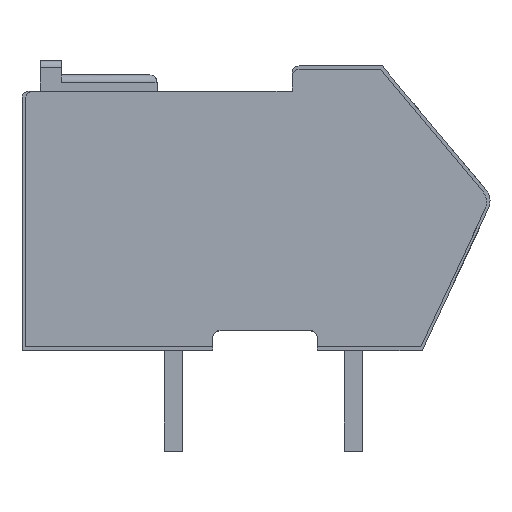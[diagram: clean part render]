
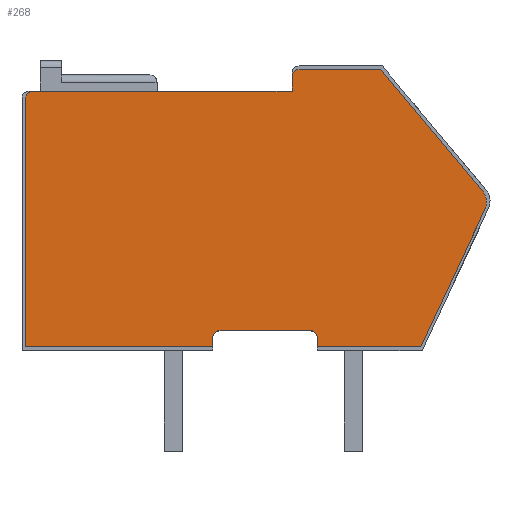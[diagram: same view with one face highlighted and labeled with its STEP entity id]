
A CAD part, top view. The second image highlights one B-rep face of the part: STEP entity #268.
In plain terms, the highlighted planar face has unit normal (0, 0, 1).
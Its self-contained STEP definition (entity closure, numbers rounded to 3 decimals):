
#268 = ADVANCED_FACE( '', ( #636 ), #637, .T. );
#636 = FACE_OUTER_BOUND( '', #1106, .T. );
#637 = PLANE( '', #1107 );
#1106 = EDGE_LOOP( '', ( #1841, #1842, #1843, #1844, #1845, #1846, #1847, #1848, #1849, #1850, #1851, #1852, #1853, #1854, #1855, #1856 ) );
#1107 = AXIS2_PLACEMENT_3D( '', #1857, #1858, #1859 );
#1841 = ORIENTED_EDGE( '', *, *, #3119, .T. );
#1842 = ORIENTED_EDGE( '', *, *, #3120, .T. );
#1843 = ORIENTED_EDGE( '', *, *, #3121, .T. );
#1844 = ORIENTED_EDGE( '', *, *, #3122, .T. );
#1845 = ORIENTED_EDGE( '', *, *, #3123, .F. );
#1846 = ORIENTED_EDGE( '', *, *, #3021, .T. );
#1847 = ORIENTED_EDGE( '', *, *, #3124, .F. );
#1848 = ORIENTED_EDGE( '', *, *, #3125, .T. );
#1849 = ORIENTED_EDGE( '', *, *, #2908, .T. );
#1850 = ORIENTED_EDGE( '', *, *, #3126, .T. );
#1851 = ORIENTED_EDGE( '', *, *, #3127, .T. );
#1852 = ORIENTED_EDGE( '', *, *, #3017, .T. );
#1853 = ORIENTED_EDGE( '', *, *, #3128, .T. );
#1854 = ORIENTED_EDGE( '', *, *, #2913, .T. );
#1855 = ORIENTED_EDGE( '', *, *, #3129, .T. );
#1856 = ORIENTED_EDGE( '', *, *, #3130, .T. );
#1857 = CARTESIAN_POINT( '', ( -3.9, 7., 6.08 ) );
#1858 = DIRECTION( '', ( 0., 0., 1. ) );
#1859 = DIRECTION( '', ( 1., 0., 0. ) );
#2908 = EDGE_CURVE( '', #3511, #3509, #3512, .T. );
#2913 = EDGE_CURVE( '', #3520, #3518, #3521, .T. );
#3017 = EDGE_CURVE( '', #3701, #3699, #3702, .T. );
#3021 = EDGE_CURVE( '', #3707, #3705, #3708, .T. );
#3119 = EDGE_CURVE( '', #3864, #3865, #3866, .T. );
#3120 = EDGE_CURVE( '', #3865, #3867, #3868, .T. );
#3121 = EDGE_CURVE( '', #3867, #3869, #3870, .T. );
#3122 = EDGE_CURVE( '', #3869, #3871, #3872, .T. );
#3123 = EDGE_CURVE( '', #3707, #3871, #3873, .T. );
#3124 = EDGE_CURVE( '', #3874, #3705, #3875, .T. );
#3125 = EDGE_CURVE( '', #3874, #3511, #3876, .T. );
#3126 = EDGE_CURVE( '', #3509, #3877, #3878, .T. );
#3127 = EDGE_CURVE( '', #3877, #3701, #3879, .T. );
#3128 = EDGE_CURVE( '', #3699, #3520, #3880, .T. );
#3129 = EDGE_CURVE( '', #3518, #3881, #3882, .T. );
#3130 = EDGE_CURVE( '', #3881, #3864, #3883, .T. );
#3509 = VERTEX_POINT( '', #4375 );
#3511 = VERTEX_POINT( '', #4378 );
#3512 = LINE( '', #4379, #4380 );
#3518 = VERTEX_POINT( '', #4387 );
#3520 = VERTEX_POINT( '', #4390 );
#3521 = CIRCLE( '', #4391, 0.2 );
#3699 = VERTEX_POINT( '', #4637 );
#3701 = VERTEX_POINT( '', #4640 );
#3702 = LINE( '', #4641, #4642 );
#3705 = VERTEX_POINT( '', #4646 );
#3707 = VERTEX_POINT( '', #4649 );
#3708 = LINE( '', #4650, #4651 );
#3864 = VERTEX_POINT( '', #4875 );
#3865 = VERTEX_POINT( '', #4876 );
#3866 = CIRCLE( '', #4877, 0.2 );
#3867 = VERTEX_POINT( '', #4878 );
#3868 = LINE( '', #4879, #4880 );
#3869 = VERTEX_POINT( '', #4881 );
#3870 = LINE( '', #4882, #4883 );
#3871 = VERTEX_POINT( '', #4884 );
#3872 = LINE( '', #4885, #4886 );
#3873 = CIRCLE( '', #4887, 0.2 );
#3874 = VERTEX_POINT( '', #4888 );
#3875 = CIRCLE( '', #4889, 0.2 );
#3876 = LINE( '', #4890, #4891 );
#3877 = VERTEX_POINT( '', #4892 );
#3878 = LINE( '', #4893, #4894 );
#3879 = CIRCLE( '', #4895, 0.5 );
#3880 = LINE( '', #4896, #4897 );
#3881 = VERTEX_POINT( '', #4898 );
#3882 = LINE( '', #4899, #4900 );
#3883 = LINE( '', #4901, #4902 );
#4375 = CARTESIAN_POINT( '', ( 6.88, 0.1, 6.08 ) );
#4378 = CARTESIAN_POINT( '', ( 4., 0.1, 6.08 ) );
#4379 = CARTESIAN_POINT( '', ( 4., 0.1, 6.08 ) );
#4380 = VECTOR( '', #5536, 1000. );
#4387 = CARTESIAN_POINT( '', ( 3.3, 7.6, 6.08 ) );
#4390 = CARTESIAN_POINT( '', ( 3.5, 7.8, 6.08 ) );
#4391 = AXIS2_PLACEMENT_3D( '', #5542, #5543, #5544 );
#4637 = CARTESIAN_POINT( '', ( 5.759, 7.8, 6.08 ) );
#4640 = CARTESIAN_POINT( '', ( 8.583, 4.435, 6.08 ) );
#4641 = CARTESIAN_POINT( '', ( 8.583, 4.435, 6.08 ) );
#4642 = VECTOR( '', #5653, 1000. );
#4646 = CARTESIAN_POINT( '', ( 3.8, 0.55, 6.08 ) );
#4649 = CARTESIAN_POINT( '', ( 1.3, 0.55, 6.08 ) );
#4650 = CARTESIAN_POINT( '', ( 1.3, 0.55, 6.08 ) );
#4651 = VECTOR( '', #5656, 1000. );
#4875 = CARTESIAN_POINT( '', ( -3.9, 7.2, 6.08 ) );
#4876 = CARTESIAN_POINT( '', ( -4.1, 7., 6.08 ) );
#4877 = AXIS2_PLACEMENT_3D( '', #5749, #5750, #5751 );
#4878 = CARTESIAN_POINT( '', ( -4.1, 0.1, 6.08 ) );
#4879 = CARTESIAN_POINT( '', ( -4.1, 7., 6.08 ) );
#4880 = VECTOR( '', #5752, 1000. );
#4881 = CARTESIAN_POINT( '', ( 1.1, 0.1, 6.08 ) );
#4882 = CARTESIAN_POINT( '', ( -4.1, 0.1, 6.08 ) );
#4883 = VECTOR( '', #5753, 1000. );
#4884 = CARTESIAN_POINT( '', ( 1.1, 0.35, 6.08 ) );
#4885 = CARTESIAN_POINT( '', ( 1.1, 0.1, 6.08 ) );
#4886 = VECTOR( '', #5754, 1000. );
#4887 = AXIS2_PLACEMENT_3D( '', #5755, #5756, #5757 );
#4888 = CARTESIAN_POINT( '', ( 4., 0.35, 6.08 ) );
#4889 = AXIS2_PLACEMENT_3D( '', #5758, #5759, #5760 );
#4890 = CARTESIAN_POINT( '', ( 4., 0.35, 6.08 ) );
#4891 = VECTOR( '', #5761, 1000. );
#4892 = CARTESIAN_POINT( '', ( 8.653, 3.902, 6.08 ) );
#4893 = CARTESIAN_POINT( '', ( 6.88, 0.1, 6.08 ) );
#4894 = VECTOR( '', #5762, 1000. );
#4895 = AXIS2_PLACEMENT_3D( '', #5763, #5764, #5765 );
#4896 = CARTESIAN_POINT( '', ( 5.759, 7.8, 6.08 ) );
#4897 = VECTOR( '', #5766, 1000. );
#4898 = CARTESIAN_POINT( '', ( 3.3, 7.2, 6.08 ) );
#4899 = CARTESIAN_POINT( '', ( 3.3, 7.6, 6.08 ) );
#4900 = VECTOR( '', #5767, 1000. );
#4901 = CARTESIAN_POINT( '', ( 3.3, 7.2, 6.08 ) );
#4902 = VECTOR( '', #5768, 1000. );
#5536 = DIRECTION( '', ( 1., 0., 0. ) );
#5542 = CARTESIAN_POINT( '', ( 3.5, 7.6, 6.08 ) );
#5543 = DIRECTION( '', ( 0., 0., 1. ) );
#5544 = DIRECTION( '', ( 1., 0., 0. ) );
#5653 = DIRECTION( '', ( -0.643, 0.766, 0. ) );
#5656 = DIRECTION( '', ( 1., 0., 0. ) );
#5749 = CARTESIAN_POINT( '', ( -3.9, 7., 6.08 ) );
#5750 = DIRECTION( '', ( 0., 0., 1. ) );
#5751 = DIRECTION( '', ( 1., 0., 0. ) );
#5752 = DIRECTION( '', ( 0., -1., 0. ) );
#5753 = DIRECTION( '', ( 1., 0., 0. ) );
#5754 = DIRECTION( '', ( 0., 1., 0. ) );
#5755 = CARTESIAN_POINT( '', ( 1.3, 0.35, 6.08 ) );
#5756 = DIRECTION( '', ( 0., 0., 1. ) );
#5757 = DIRECTION( '', ( 1., 0., 0. ) );
#5758 = CARTESIAN_POINT( '', ( 3.8, 0.35, 6.08 ) );
#5759 = DIRECTION( '', ( 0., 0., 1. ) );
#5760 = DIRECTION( '', ( 1., 0., 0. ) );
#5761 = DIRECTION( '', ( 0., -1., 0. ) );
#5762 = DIRECTION( '', ( 0.423, 0.906, 0. ) );
#5763 = CARTESIAN_POINT( '', ( 8.2, 4.114, 6.08 ) );
#5764 = DIRECTION( '', ( 0., 0., 1. ) );
#5765 = DIRECTION( '', ( 1., 0., 0. ) );
#5766 = DIRECTION( '', ( -1., 0., 0. ) );
#5767 = DIRECTION( '', ( 0., -1., 0. ) );
#5768 = DIRECTION( '', ( -1., 0., 0. ) );
